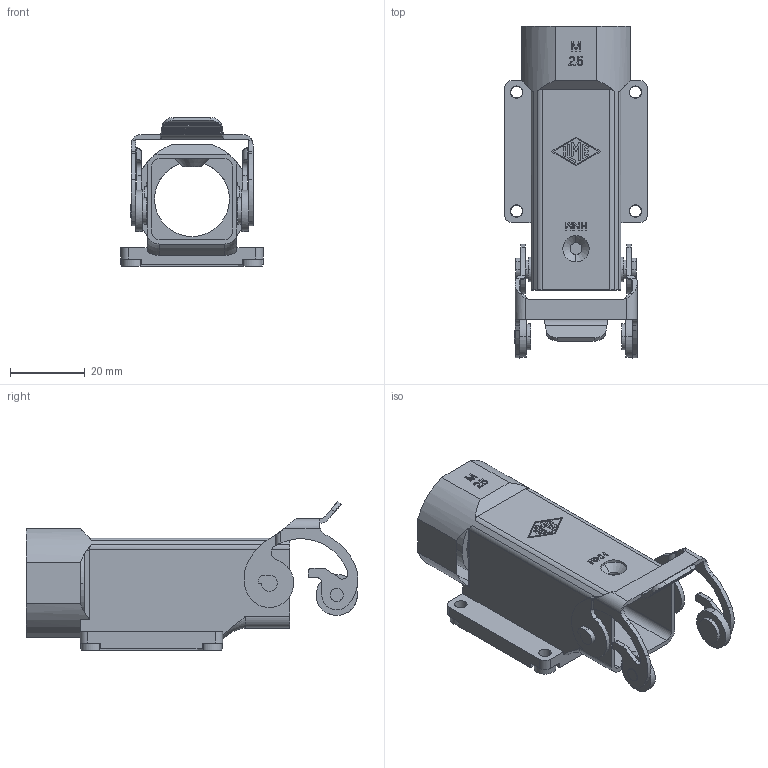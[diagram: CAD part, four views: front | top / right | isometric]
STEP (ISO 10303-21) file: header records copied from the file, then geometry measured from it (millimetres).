
FILE_DESCRIPTION(('Creo Elements/Direct Modeling STEP Export'),'2;1');
FILE_NAME('0ln7uvk5h0nhgr71380','2022-02-01T15:06:06',(''),(''),'Creo Elements/Direct Modeling STEP processor for AP214 (Solid Model)','Creo Elements/Direct Modeling 20.1B 02-Apr-2019 (C) Parametric Technology GmbH','');
FILE_SCHEMA(('AUTOMOTIVE_DESIGN { 1 0 10303 214 1 1 1 1 }'));
Length unit declared in the file: millimetre
Products named in the file (2): RKAX_IAP25
Assembly tree (1 placements, depth 2):
  RKAX_IAP25
    RKAX_IAP25
Bounding box: 38 x 88.66 x 39.8 mm (x, y, z)
Volume: 16582.5 mm3; surface area: 17470.2 mm2
Topology: 1 solids, 1 shells, 464 faces, 1307 edges, 875 vertices
Faces by surface type: plane 299, cylinder 158, cone 5, torus 2
Entity records: 19311 total; most frequent: CARTESIAN_POINT 3510, ORIENTED_EDGE 2614, DIRECTION 2404, EDGE_CURVE 1307, VECTOR 922, LINE 922, VERTEX_POINT 875, AXIS2_PLACEMENT_3D 741
